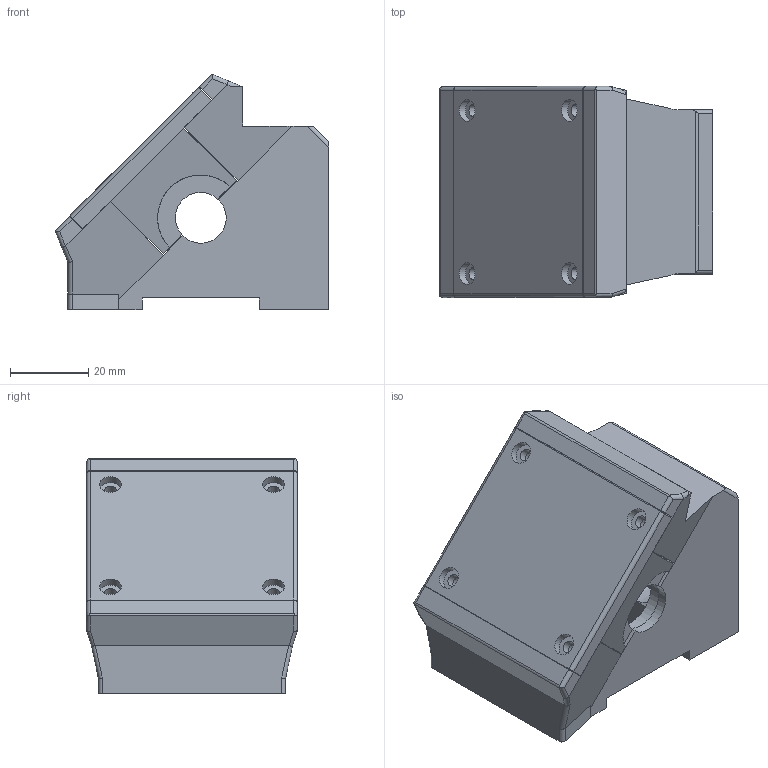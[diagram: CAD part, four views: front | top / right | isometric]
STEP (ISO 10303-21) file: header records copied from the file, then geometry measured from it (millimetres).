
FILE_DESCRIPTION(/* description */ (''),/* implementation_level */ '2;1');
FILE_NAME(/* name */ 'Diff Gearbox 03A [PLA](x2).step',/* time_stamp */ '2021-01-07T16:50:55+01:00',/* author */ (''),/* organization */ (''),/* preprocessor_version */ 'ST-DEVELOPER v18.1',/* originating_system */ 'Autodesk Translation Framework v9.7.1.1290',/* authorisation */ '');
FILE_SCHEMA (('AUTOMOTIVE_DESIGN { 1 0 10303 214 3 1 1 }'));
Length unit declared in the file: millimetre
Products named in the file (1): Diff Gearbox 03A [PLA](x2)
Bounding box: 69.97 x 54 x 60.22 mm (x, y, z)
Volume: 81164.8 mm3; surface area: 29512.9 mm2
Topology: 2 solids, 2 shells, 173 faces, 443 edges, 289 vertices
Faces by surface type: plane 99, cylinder 69, bspline 4, torus 1
Full cylindrical faces by diameter (mm): 2 x2, 2.2 x2, 3 x3, 3.1 x4, 3.9 x4, 4 x6, 4.1 x4, 5.6 x4, 11.2 x1, 14.2 x1, 29.5 x1
Entity records: 5399 total; most frequent: CARTESIAN_POINT 1006, DIRECTION 925, ORIENTED_EDGE 886, EDGE_CURVE 443, AXIS2_PLACEMENT_3D 320, VERTEX_POINT 289, LINE 285, VECTOR 285
